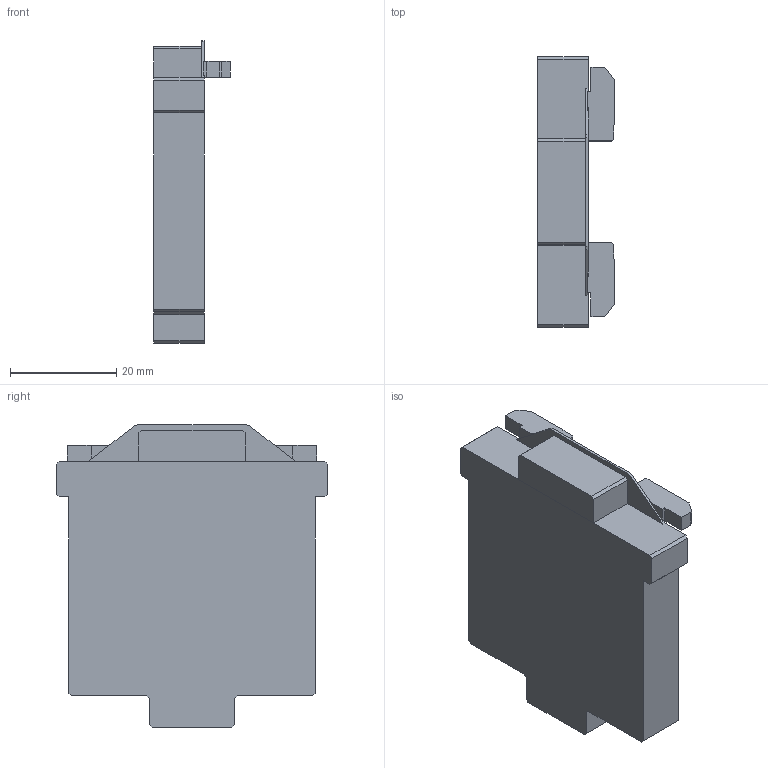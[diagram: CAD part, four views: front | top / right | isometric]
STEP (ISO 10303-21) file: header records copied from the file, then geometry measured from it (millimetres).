
FILE_DESCRIPTION((''),'2;1');
FILE_NAME('3d_11G42801D.stp','2012-10-03T13:28:01',(''),(''),'Mechanical Desktop 2011','Mechanical Desktop 2011',', , ');
FILE_SCHEMA(('CONFIG_CONTROL_DESIGN'));
Length unit declared in the file: millimetre
Products named in the file (1): Product
Bounding box: 14.4 x 51 x 57 mm (x, y, z)
Volume: 22221.9 mm3; surface area: 7673.3 mm2
Topology: 5 solids, 5 shells, 74 faces, 192 edges, 128 vertices
Faces by surface type: plane 74
Entity records: 2303 total; most frequent: CARTESIAN_POINT 395, ORIENTED_EDGE 384, DIRECTION 342, VECTOR 192, LINE 192, EDGE_CURVE 192, VERTEX_POINT 128, AXIS2_PLACEMENT_3D 75
